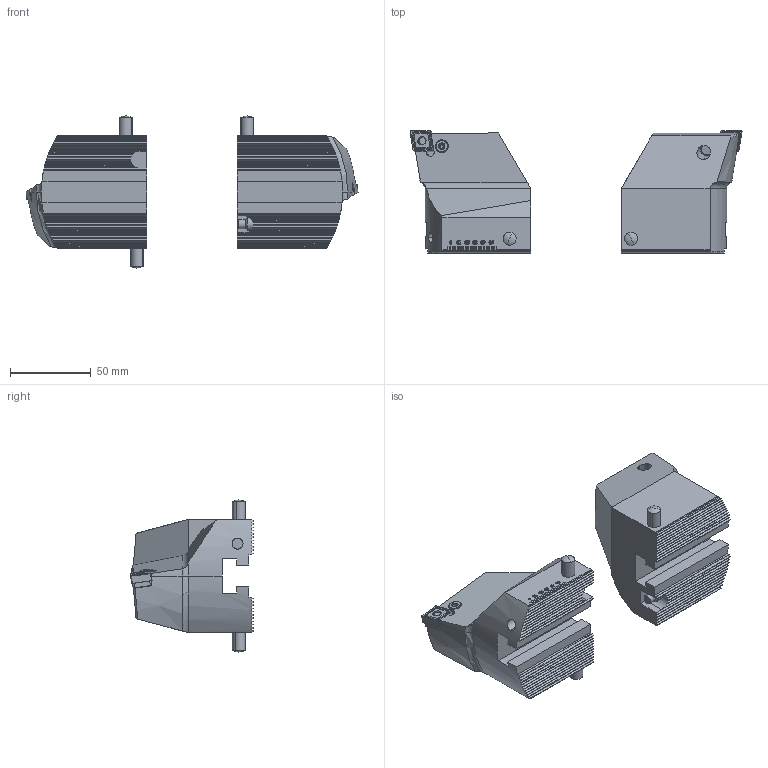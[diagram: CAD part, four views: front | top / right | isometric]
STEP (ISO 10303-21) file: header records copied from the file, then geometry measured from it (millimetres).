
FILE_DESCRIPTION (( 'STEP AP203' ), '1' );
FILE_NAME ('VK1-WCD.B01.075.STEP', '2017-11-20T14:52:30', ( 'SWIAdmin' ), ( 'Hewlett-Packard Company' ), 'SwSTEP 2.0', 'SolidWorks 2017', '' );
FILE_SCHEMA (( 'CONFIG_CONTROL_DESIGN' ));
Length unit declared in the file: millimetre
Products named in the file (10): WCD; WCD-ER1.101.000; WCD-ER2.101.003_A; CNMG120404; ISO 8734 - 8 x 20 m6; ISO 4028 - M8 x 35; VK1-WCD.101.075_A; VK1-WCD.B01.075; WCD-ER4.101.017_A; WCD-ER3.101.000_A
Assembly tree (16 placements, depth 3):
  VK1-WCD.B01.075
    VK1-WCD.101.075_A  x2
    WCD  x2
      WCD-ER4.101.017_A
      WCD-ER3.101.000_A
    WCD-ER1.101.000  x2
    WCD-ER2.101.003_A  x2
    CNMG120404  x2
    ISO 8734 - 8 x 20 m6  x3
    ISO 4028 - M8 x 35
Bounding box: 205.01 x 75.79 x 94 mm (x, y, z)
Volume: 413722.6 mm3; surface area: 67085.9 mm2
Topology: 16 solids, 16 shells, 1263 faces, 3320 edges, 2110 vertices
Faces by surface type: plane 759, bspline 190, cylinder 164, cone 120, torus 18, sphere 12
Entity records: 26357 total; most frequent: CARTESIAN_POINT 10386, ORIENTED_EDGE 3318, DIRECTION 2647, EDGE_CURVE 1659, VECTOR 1085, LINE 1085, VERTEX_POINT 1060, AXIS2_PLACEMENT_3D 781
